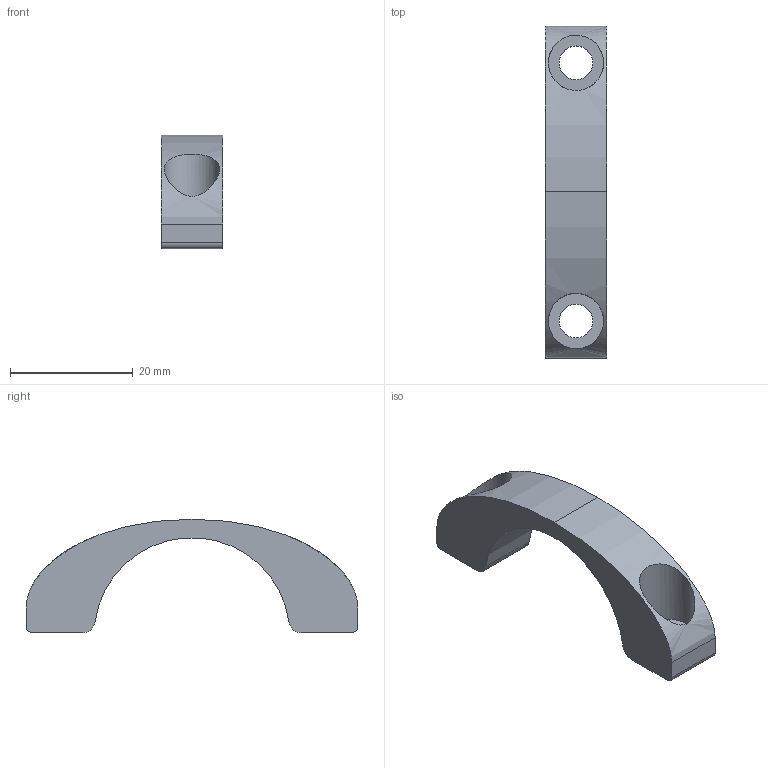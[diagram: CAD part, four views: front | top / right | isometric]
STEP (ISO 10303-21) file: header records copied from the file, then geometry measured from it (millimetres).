
FILE_DESCRIPTION (( 'STEP AP214' ), '1' );
FILE_NAME ('Bracket taille mini B.STEP', '2025-01-10T14:01:08', ( '' ), ( '' ), 'SwSTEP 2.0', 'SolidWorks 2025', '' );
FILE_SCHEMA (( 'AUTOMOTIVE_DESIGN' ));
Length unit declared in the file: millimetre
Products named in the file (1): Bracket taille mini B
Bounding box: 10 x 54 x 18.45 mm (x, y, z)
Volume: 3101.1 mm3; surface area: 2802.9 mm2
Topology: 1 solids, 1 shells, 19 faces, 47 edges, 32 vertices
Faces by surface type: cylinder 9, plane 8, bspline 2
Full cylindrical faces by diameter (mm): 5.5 x2, 9 x2
Entity records: 720 total; most frequent: CARTESIAN_POINT 263, DIRECTION 87, ORIENTED_EDGE 82, EDGE_CURVE 41, AXIS2_PLACEMENT_3D 34, VERTEX_POINT 30, EDGE_LOOP 29, FACE_OUTER_BOUND 23
